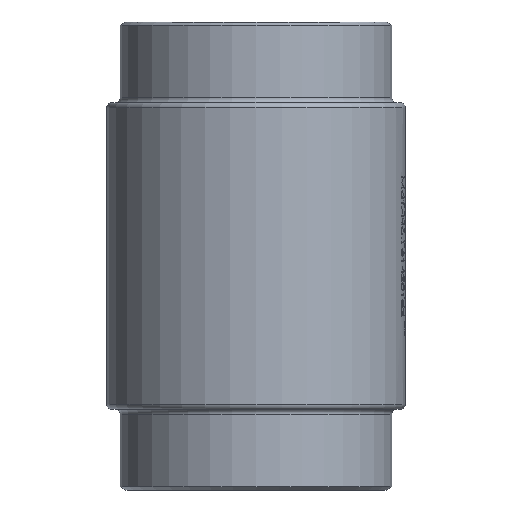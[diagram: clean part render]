
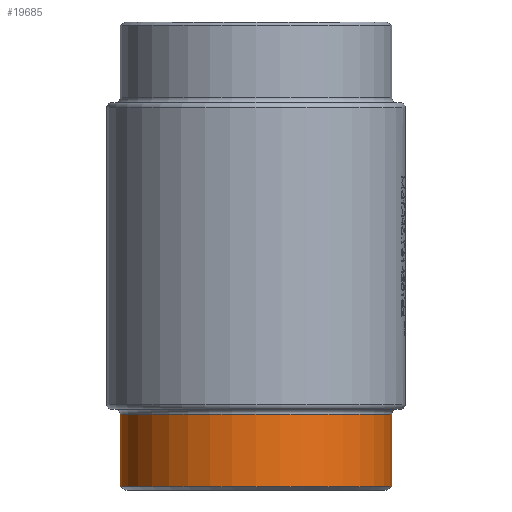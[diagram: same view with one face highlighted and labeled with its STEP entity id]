
A CAD part, front view. The second image highlights one B-rep face of the part: STEP entity #19685.
In plain terms, the highlighted cylindrical face has radius 84.15 mm (diameter 168.3 mm), a partial arc.
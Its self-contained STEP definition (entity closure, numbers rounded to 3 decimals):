
#502 = VERTEX_POINT ( 'NONE', #4711 ) ;
#995 = AXIS2_PLACEMENT_3D ( 'NONE', #3169, #5618, #11958 ) ;
#1915 = EDGE_CURVE ( 'NONE', #502, #12695, #18882, .T. ) ;
#2384 = VECTOR ( 'NONE', #20768, 1000. ) ;
#3169 = CARTESIAN_POINT ( 'NONE',  ( 0., 0., -290. ) ) ;
#3171 = DIRECTION ( 'NONE',  ( 1., 0., 0. ) ) ;
#3365 = CARTESIAN_POINT ( 'NONE',  ( 0., 0., -243. ) ) ;
#4103 = CARTESIAN_POINT ( 'NONE',  ( 84.15, 0., -290. ) ) ;
#4711 = CARTESIAN_POINT ( 'NONE',  ( -84.15, 0., -243. ) ) ;
#5228 = VECTOR ( 'NONE', #10447, 1000. ) ;
#5510 = VERTEX_POINT ( 'NONE', #26173 ) ;
#5513 = CARTESIAN_POINT ( 'NONE',  ( -84.15, 0., -290. ) ) ;
#5618 = DIRECTION ( 'NONE',  ( 0., 0., -1. ) ) ;
#7097 = VERTEX_POINT ( 'NONE', #27381 ) ;
#9049 = EDGE_CURVE ( 'NONE', #12695, #7097, #11934, .T. ) ;
#9664 = CYLINDRICAL_SURFACE ( 'NONE', #995, 84.15 ) ;
#10386 = ORIENTED_EDGE ( 'NONE', *, *, #9049, .T. ) ;
#10447 = DIRECTION ( 'NONE',  ( 0., 0., -1. ) ) ;
#11934 = CIRCLE ( 'NONE', #18803, 84.15 ) ;
#11958 = DIRECTION ( 'NONE',  ( 1., 0., 0. ) ) ;
#12145 = DIRECTION ( 'NONE',  ( 0., 0., -1. ) ) ;
#12695 = VERTEX_POINT ( 'NONE', #25155 ) ;
#12869 = EDGE_LOOP ( 'NONE', ( #16813, #21222, #10386, #24587 ) ) ;
#13094 = AXIS2_PLACEMENT_3D ( 'NONE', #3365, #12145, #14296 ) ;
#14296 = DIRECTION ( 'NONE',  ( 1., 0., 0. ) ) ;
#14435 = CIRCLE ( 'NONE', #13094, 84.15 ) ;
#16813 = ORIENTED_EDGE ( 'NONE', *, *, #26092, .T. ) ;
#18000 = CARTESIAN_POINT ( 'NONE',  ( 0., 0., -287.979 ) ) ;
#18803 = AXIS2_PLACEMENT_3D ( 'NONE', #18000, #26924, #3171 ) ;
#18882 = LINE ( 'NONE', #5513, #2384 ) ;
#19685 = ADVANCED_FACE ( 'NONE', ( #25326 ), #9664, .T. ) ;
#20768 = DIRECTION ( 'NONE',  ( 0., 0., -1. ) ) ;
#21222 = ORIENTED_EDGE ( 'NONE', *, *, #1915, .T. ) ;
#22034 = EDGE_CURVE ( 'NONE', #5510, #7097, #25833, .T. ) ;
#24587 = ORIENTED_EDGE ( 'NONE', *, *, #22034, .F. ) ;
#25155 = CARTESIAN_POINT ( 'NONE',  ( -84.15, 0., -287.979 ) ) ;
#25326 = FACE_OUTER_BOUND ( 'NONE', #12869, .T. ) ;
#25833 = LINE ( 'NONE', #4103, #5228 ) ;
#26092 = EDGE_CURVE ( 'NONE', #5510, #502, #14435, .T. ) ;
#26173 = CARTESIAN_POINT ( 'NONE',  ( 84.15, 0., -243. ) ) ;
#26924 = DIRECTION ( 'NONE',  ( 0., 0., 1. ) ) ;
#27381 = CARTESIAN_POINT ( 'NONE',  ( 84.15, 0., -287.979 ) ) ;
